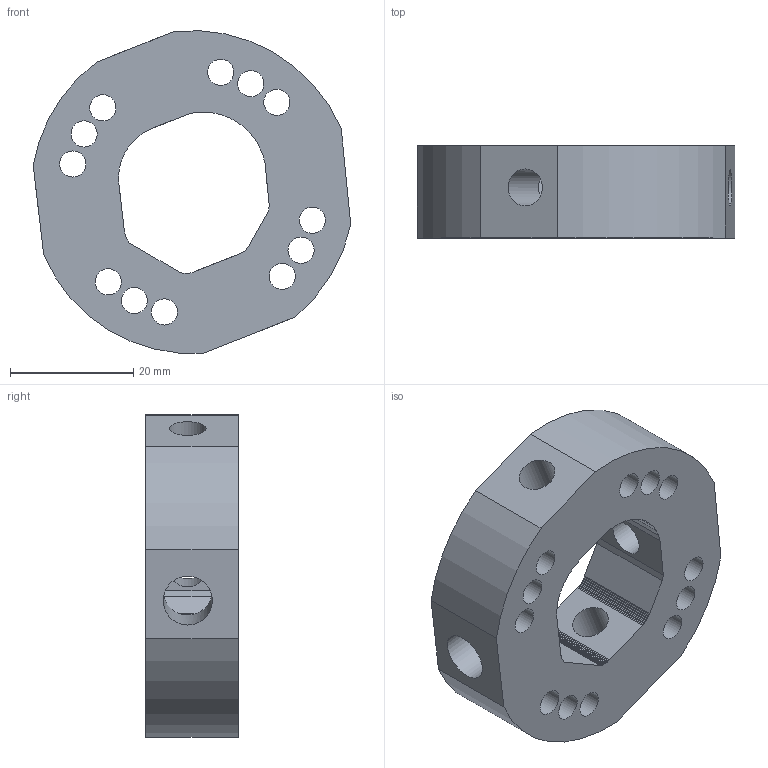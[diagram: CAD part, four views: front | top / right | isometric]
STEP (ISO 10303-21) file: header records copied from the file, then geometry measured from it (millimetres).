
FILE_DESCRIPTION(/* description */ (''),/* implementation_level */ '2;1');
FILE_NAME(/* name */ 'DDIS v1.step',/* time_stamp */ '2018-03-12T03:03:34+01:00',/* author */ ('bouricoo'),/* organization */ (''),/* preprocessor_version */ 'ST-DEVELOPER v16.13',/* originating_system */ 'Autodesk Translation Framework v6.5.0.72',/* authorisation */ '');
FILE_SCHEMA (('AUTOMOTIVE_DESIGN { 1 0 10303 214 3 1 1 }'));
Length unit declared in the file: millimetre
Products named in the file (1): DDIS
Bounding box: 51.6 x 15 x 52.42 mm (x, y, z)
Volume: 20006.7 mm3; surface area: 9780.1 mm2
Topology: 1 solids, 1 shells, 98 faces, 290 edges, 193 vertices
Faces by surface type: plane 78, cylinder 20
Full cylindrical faces by diameter (mm): 4.25 x12, 6 x3, 8 x1
Entity records: 3385 total; most frequent: CARTESIAN_POINT 582, ORIENTED_EDGE 580, DIRECTION 535, EDGE_CURVE 290, LINE 243, VECTOR 243, VERTEX_POINT 193, AXIS2_PLACEMENT_3D 146
